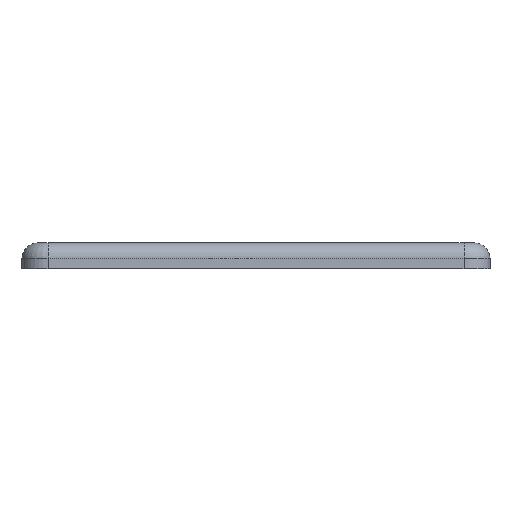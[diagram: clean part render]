
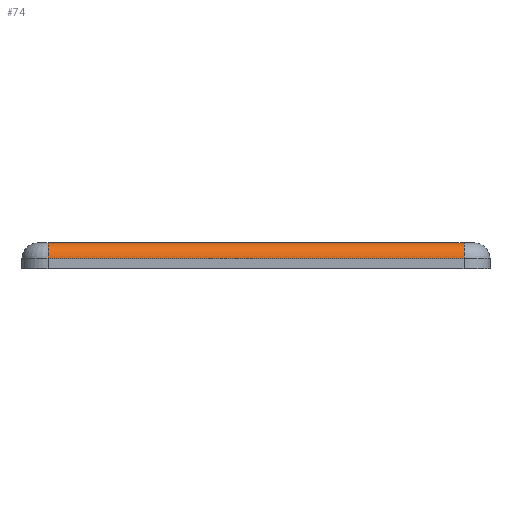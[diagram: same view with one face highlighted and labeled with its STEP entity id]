
A CAD part, front view. The second image highlights one B-rep face of the part: STEP entity #74.
In plain terms, the highlighted cylindrical face has radius 3 mm (diameter 6 mm), a partial arc.
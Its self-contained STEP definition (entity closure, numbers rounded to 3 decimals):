
#22 = LINE ( 'NONE', #231, #273 ) ;
#74 = ADVANCED_FACE ( 'NONE', ( #1127 ), #321, .T. ) ;
#81 = VERTEX_POINT ( 'NONE', #416 ) ;
#85 = AXIS2_PLACEMENT_3D ( 'NONE', #757, #391, #1126 ) ;
#121 = CARTESIAN_POINT ( 'NONE',  ( -40., -55., 30.5 ) ) ;
#128 = DIRECTION ( 'NONE',  ( -1., 0., 0. ) ) ;
#231 = CARTESIAN_POINT ( 'NONE',  ( 45., -55., 30.5 ) ) ;
#232 = CARTESIAN_POINT ( 'NONE',  ( 45., -52., 30.5 ) ) ;
#273 = VECTOR ( 'NONE', #128, 1000. ) ;
#290 = VECTOR ( 'NONE', #309, 1000. ) ;
#293 = CARTESIAN_POINT ( 'NONE',  ( 40., -52., 33.5 ) ) ;
#309 = DIRECTION ( 'NONE',  ( 1., 0., 0. ) ) ;
#321 = CYLINDRICAL_SURFACE ( 'NONE', #618, 3. ) ;
#356 = ORIENTED_EDGE ( 'NONE', *, *, #996, .F. ) ;
#391 = DIRECTION ( 'NONE',  ( 1., 0., 0. ) ) ;
#403 = DIRECTION ( 'NONE',  ( 0., 0., -1. ) ) ;
#412 = DIRECTION ( 'NONE',  ( 0., 0., 1. ) ) ;
#416 = CARTESIAN_POINT ( 'NONE',  ( 40., -55., 30.5 ) ) ;
#454 = CIRCLE ( 'NONE', #85, 3. ) ;
#564 = VERTEX_POINT ( 'NONE', #293 ) ;
#618 = AXIS2_PLACEMENT_3D ( 'NONE', #232, #771, #412 ) ;
#622 = EDGE_LOOP ( 'NONE', ( #868, #356, #694, #1019 ) ) ;
#644 = VERTEX_POINT ( 'NONE', #121 ) ;
#694 = ORIENTED_EDGE ( 'NONE', *, *, #991, .F. ) ;
#711 = CARTESIAN_POINT ( 'NONE',  ( -40., -52., 33.5 ) ) ;
#740 = CARTESIAN_POINT ( 'NONE',  ( 45., -52., 33.5 ) ) ;
#746 = DIRECTION ( 'NONE',  ( 1., 0., 0. ) ) ;
#757 = CARTESIAN_POINT ( 'NONE',  ( -40., -52., 30.5 ) ) ;
#762 = EDGE_CURVE ( 'NONE', #1150, #564, #1104, .T. ) ;
#771 = DIRECTION ( 'NONE',  ( -1., 0., 0. ) ) ;
#868 = ORIENTED_EDGE ( 'NONE', *, *, #995, .T. ) ;
#879 = CIRCLE ( 'NONE', #936, 3. ) ;
#936 = AXIS2_PLACEMENT_3D ( 'NONE', #1118, #746, #403 ) ;
#991 = EDGE_CURVE ( 'NONE', #564, #81, #879, .T. ) ;
#995 = EDGE_CURVE ( 'NONE', #1150, #644, #454, .T. ) ;
#996 = EDGE_CURVE ( 'NONE', #81, #644, #22, .T. ) ;
#1019 = ORIENTED_EDGE ( 'NONE', *, *, #762, .F. ) ;
#1104 = LINE ( 'NONE', #740, #290 ) ;
#1118 = CARTESIAN_POINT ( 'NONE',  ( 40., -52., 30.5 ) ) ;
#1126 = DIRECTION ( 'NONE',  ( 0., 0., -1. ) ) ;
#1127 = FACE_OUTER_BOUND ( 'NONE', #622, .T. ) ;
#1150 = VERTEX_POINT ( 'NONE', #711 ) ;
